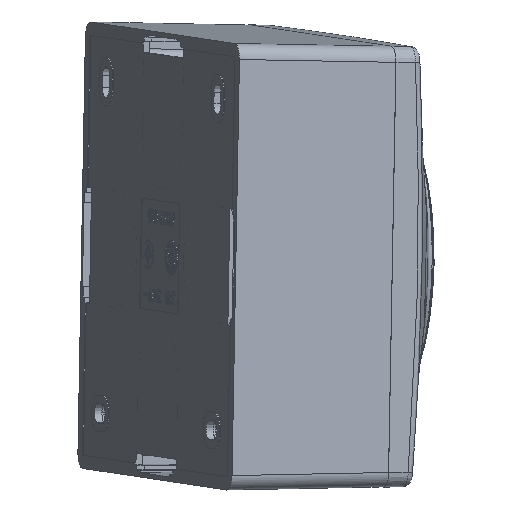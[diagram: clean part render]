
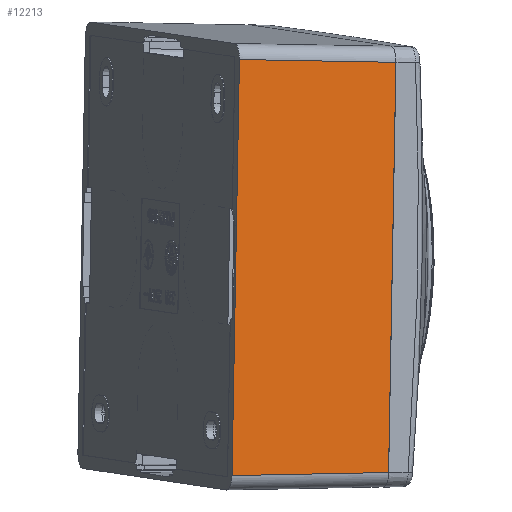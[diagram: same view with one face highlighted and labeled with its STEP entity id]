
A CAD part, left-side view. The second image highlights one B-rep face of the part: STEP entity #12213.
In plain terms, the highlighted planar face has unit normal (-0.931, -0.361, -0.052).
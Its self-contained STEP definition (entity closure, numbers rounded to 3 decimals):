
#1057 = PLANE ( 'NONE',  #18343 ) ;
#2198 = DIRECTION ( 'NONE',  ( -0.362, 0.932, 0.017 ) ) ;
#2241 = VECTOR ( 'NONE', #2198, 1000. ) ;
#2729 = EDGE_CURVE ( 'NONE', #35414, #53853, #11683, .T. ) ;
#4517 = CARTESIAN_POINT ( 'NONE',  ( -14.07, 12.924, -46.802 ) ) ;
#5286 = ORIENTED_EDGE ( 'NONE', *, *, #51801, .F. ) ;
#6599 = LINE ( 'NONE', #27258, #56130 ) ;
#9321 = CARTESIAN_POINT ( 'NONE',  ( -18.645, 11.242, 47.399 ) ) ;
#10514 = FACE_OUTER_BOUND ( 'NONE', #44111, .T. ) ;
#11683 = LINE ( 'NONE', #65927, #38627 ) ;
#12213 = ADVANCED_FACE ( 'NONE', ( #10514 ), #1057, .T. ) ;
#15774 = CARTESIAN_POINT ( 'NONE',  ( -2.622, -23.353, 0.333 ) ) ;
#18343 = AXIS2_PLACEMENT_3D ( 'NONE', #15774, #36762, #47966 ) ;
#20216 = CARTESIAN_POINT ( 'NONE',  ( -0.367, -22.524, -46.105 ) ) ;
#20609 = ORIENTED_EDGE ( 'NONE', *, *, #34562, .T. ) ;
#21133 = ORIENTED_EDGE ( 'NONE', *, *, #42440, .T. ) ;
#25848 = VERTEX_POINT ( 'NONE', #9321 ) ;
#27258 = CARTESIAN_POINT ( 'NONE',  ( -14.07, 12.924, -46.802 ) ) ;
#28808 = LINE ( 'NONE', #29147, #2241 ) ;
#29147 = CARTESIAN_POINT ( 'NONE',  ( -4.878, -24.183, 46.771 ) ) ;
#31927 = CARTESIAN_POINT ( 'NONE',  ( -4.878, -24.183, 46.771 ) ) ;
#34562 = EDGE_CURVE ( 'NONE', #41673, #35414, #6599, .T. ) ;
#35414 = VERTEX_POINT ( 'NONE', #20216 ) ;
#36718 = LINE ( 'NONE', #4517, #52344 ) ;
#36762 = DIRECTION ( 'NONE',  ( -0.931, -0.361, -0.052 ) ) ;
#37228 = CARTESIAN_POINT ( 'NONE',  ( -14.07, 12.924, -46.802 ) ) ;
#38627 = VECTOR ( 'NONE', #59638, 1000. ) ;
#41673 = VERTEX_POINT ( 'NONE', #37228 ) ;
#42440 = EDGE_CURVE ( 'NONE', #53853, #25848, #28808, .T. ) ;
#44111 = EDGE_LOOP ( 'NONE', ( #56979, #21133, #5286, #20609 ) ) ;
#47966 = DIRECTION ( 'NONE',  ( 0.049, 0.018, -0.999 ) ) ;
#48620 = DIRECTION ( 'NONE',  ( 0.361, -0.933, 0.018 ) ) ;
#51801 = EDGE_CURVE ( 'NONE', #41673, #25848, #36718, .T. ) ;
#52344 = VECTOR ( 'NONE', #63348, 1000. ) ;
#53853 = VERTEX_POINT ( 'NONE', #31927 ) ;
#56130 = VECTOR ( 'NONE', #48620, 1000. ) ;
#56979 = ORIENTED_EDGE ( 'NONE', *, *, #2729, .T. ) ;
#59638 = DIRECTION ( 'NONE',  ( -0.049, -0.018, 0.999 ) ) ;
#63348 = DIRECTION ( 'NONE',  ( -0.049, -0.018, 0.999 ) ) ;
#65927 = CARTESIAN_POINT ( 'NONE',  ( -0.367, -22.524, -46.105 ) ) ;
